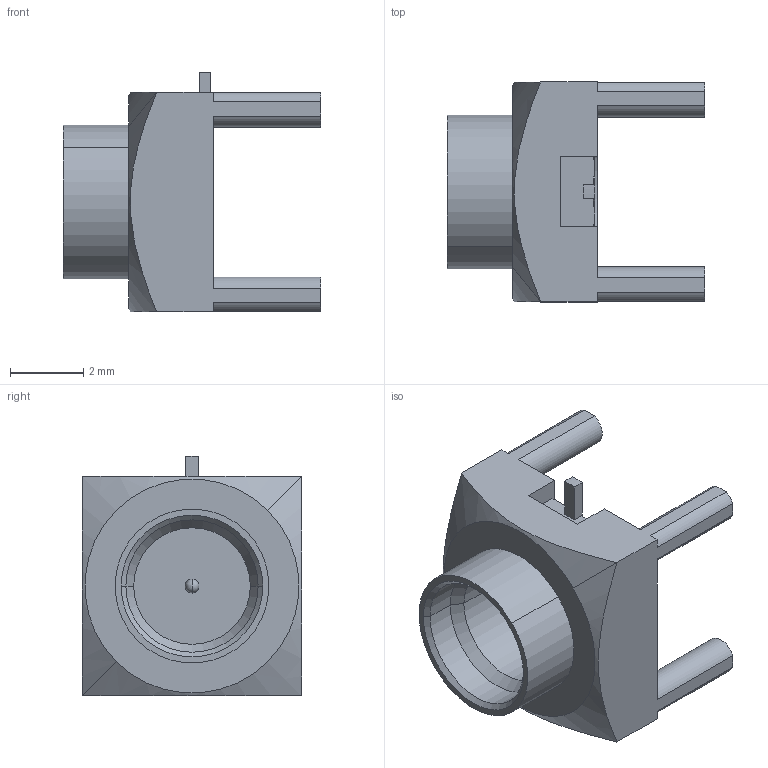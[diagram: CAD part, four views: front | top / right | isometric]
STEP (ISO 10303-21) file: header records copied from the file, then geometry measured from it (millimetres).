
FILE_DESCRIPTION((''),'2;1');
FILE_NAME('SMP-MSSB-PCT-5_SW0001','2020-05-07T',('karthik'),(''),'CREO PARAMETRIC BY PTC INC, 2018360','CREO PARAMETRIC BY PTC INC, 2018360','');
FILE_SCHEMA(('CONFIG_CONTROL_DESIGN'));
Length unit declared in the file: millimetre
Products named in the file (1): SMP-MSSB-PCT-5_SW0001
Bounding box: 7.01 x 5.99 x 6.54 mm (x, y, z)
Volume: 87.4 mm3; surface area: 213.8 mm2
Topology: 1 solids, 1 shells, 64 faces, 170 edges, 109 vertices
Faces by surface type: plane 35, cylinder 21, cone 6, sphere 2
Entity records: 2079 total; most frequent: CARTESIAN_POINT 422, DIRECTION 340, ORIENTED_EDGE 336, EDGE_CURVE 168, VECTOR 116, LINE 116, AXIS2_PLACEMENT_3D 112, VERTEX_POINT 109
